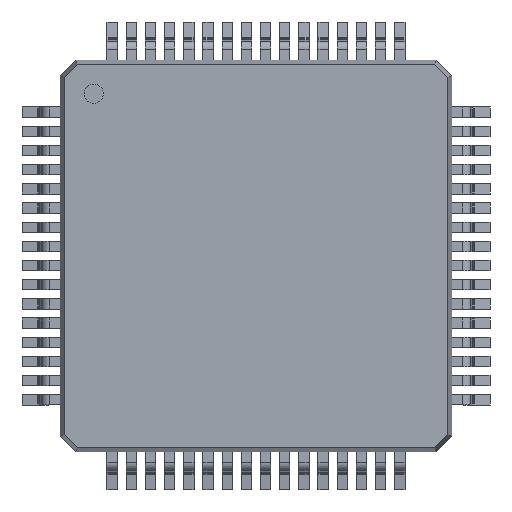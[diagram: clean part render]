
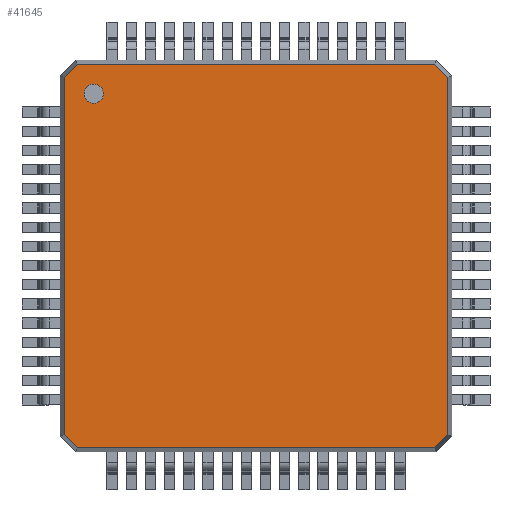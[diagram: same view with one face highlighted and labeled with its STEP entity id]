
A CAD part, top view. The second image highlights one B-rep face of the part: STEP entity #41645.
In plain terms, the highlighted planar face has unit normal (0, 0, 1).
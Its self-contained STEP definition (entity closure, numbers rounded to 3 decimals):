
#41078=CARTESIAN_POINT('',(-3.979,4.229,1.2));
#41079=VERTEX_POINT('',#41078);
#41095=CARTESIAN_POINT('',(-4.479,4.229,1.2));
#41096=VERTEX_POINT('',#41095);
#41103=CARTESIAN_POINT('',(-4.229,4.229,1.2));
#41104=DIRECTION('',(0.0,0.0,-1.0));
#41105=DIRECTION('',(1.0,0.0,0.0));
#41106=AXIS2_PLACEMENT_3D('',#41103,#41104,#41105);
#41107=CIRCLE('',#41106,0.25);
#41108=EDGE_CURVE('',#41079,#41096,#41107,.T.);
#41119=CARTESIAN_POINT('',(-4.229,4.229,1.2));
#41120=DIRECTION('',(0.0,0.0,-1.0));
#41121=DIRECTION('',(1.0,0.0,0.0));
#41122=AXIS2_PLACEMENT_3D('',#41119,#41120,#41121);
#41123=CIRCLE('',#41122,0.25);
#41124=EDGE_CURVE('',#41096,#41079,#41123,.T.);
#41553=CARTESIAN_POINT('',(-5.0,-4.659,1.2));
#41554=VERTEX_POINT('',#41553);
#41562=CARTESIAN_POINT('',(-4.659,-5.0,1.2));
#41563=VERTEX_POINT('',#41562);
#41570=CARTESIAN_POINT('',(-4.659,-5.0,1.2));
#41571=DIRECTION('',(-0.707,0.707,0.0));
#41572=VECTOR('',#41571,0.483);
#41573=LINE('',#41570,#41572);
#41574=EDGE_CURVE('',#41563,#41554,#41573,.T.);
#41579=CARTESIAN_POINT('',(0.,0.,1.2));
#41580=DIRECTION('',(0.0,0.0,1.0));
#41581=DIRECTION('',(1.0,0.0,0.0));
#41582=AXIS2_PLACEMENT_3D('',#41579,#41580,#41581);
#41583=PLANE('',#41582);
#41584=ORIENTED_EDGE('',*,*,#41574,.F.);
#41585=CARTESIAN_POINT('',(4.659,-5.0,1.2));
#41586=VERTEX_POINT('',#41585);
#41587=CARTESIAN_POINT('',(4.659,-5.0,1.2));
#41588=DIRECTION('',(-1.0,0.0,0.0));
#41589=VECTOR('',#41588,9.317);
#41590=LINE('',#41587,#41589);
#41591=EDGE_CURVE('',#41586,#41563,#41590,.T.);
#41592=ORIENTED_EDGE('',*,*,#41591,.F.);
#41593=CARTESIAN_POINT('',(5.,-4.659,1.2));
#41594=VERTEX_POINT('',#41593);
#41595=CARTESIAN_POINT('',(5.,-4.659,1.2));
#41596=DIRECTION('',(-0.707,-0.707,0.0));
#41597=VECTOR('',#41596,0.483);
#41598=LINE('',#41595,#41597);
#41599=EDGE_CURVE('',#41594,#41586,#41598,.T.);
#41600=ORIENTED_EDGE('',*,*,#41599,.F.);
#41601=CARTESIAN_POINT('',(5.0,4.659,1.2));
#41602=VERTEX_POINT('',#41601);
#41603=CARTESIAN_POINT('',(5.0,4.659,1.2));
#41604=DIRECTION('',(0.0,-1.0,0.0));
#41605=VECTOR('',#41604,9.317);
#41606=LINE('',#41603,#41605);
#41607=EDGE_CURVE('',#41602,#41594,#41606,.T.);
#41608=ORIENTED_EDGE('',*,*,#41607,.F.);
#41609=CARTESIAN_POINT('',(4.659,5.0,1.2));
#41610=VERTEX_POINT('',#41609);
#41611=CARTESIAN_POINT('',(4.659,5.0,1.2));
#41612=DIRECTION('',(0.707,-0.707,0.0));
#41613=VECTOR('',#41612,0.483);
#41614=LINE('',#41611,#41613);
#41615=EDGE_CURVE('',#41610,#41602,#41614,.T.);
#41616=ORIENTED_EDGE('',*,*,#41615,.F.);
#41617=CARTESIAN_POINT('',(-4.659,5.0,1.2));
#41618=VERTEX_POINT('',#41617);
#41619=CARTESIAN_POINT('',(-4.659,5.0,1.2));
#41620=DIRECTION('',(1.0,0.0,0.0));
#41621=VECTOR('',#41620,9.317);
#41622=LINE('',#41619,#41621);
#41623=EDGE_CURVE('',#41618,#41610,#41622,.T.);
#41624=ORIENTED_EDGE('',*,*,#41623,.F.);
#41625=CARTESIAN_POINT('',(-5.0,4.659,1.2));
#41626=VERTEX_POINT('',#41625);
#41627=CARTESIAN_POINT('',(-5.0,4.659,1.2));
#41628=DIRECTION('',(0.707,0.707,0.0));
#41629=VECTOR('',#41628,0.483);
#41630=LINE('',#41627,#41629);
#41631=EDGE_CURVE('',#41626,#41618,#41630,.T.);
#41632=ORIENTED_EDGE('',*,*,#41631,.F.);
#41633=CARTESIAN_POINT('',(-5.0,-4.659,1.2));
#41634=DIRECTION('',(0.0,1.0,0.0));
#41635=VECTOR('',#41634,9.317);
#41636=LINE('',#41633,#41635);
#41637=EDGE_CURVE('',#41554,#41626,#41636,.T.);
#41638=ORIENTED_EDGE('',*,*,#41637,.F.);
#41639=EDGE_LOOP('',(#41584,#41592,#41600,#41608,#41616,#41624,#41632,#41638));
#41640=FACE_OUTER_BOUND('',#41639,.T.);
#41641=ORIENTED_EDGE('',*,*,#41108,.T.);
#41642=ORIENTED_EDGE('',*,*,#41124,.T.);
#41643=EDGE_LOOP('',(#41641,#41642));
#41644=FACE_BOUND('',#41643,.T.);
#41645=ADVANCED_FACE('',(#41640,#41644),#41583,.T.);
